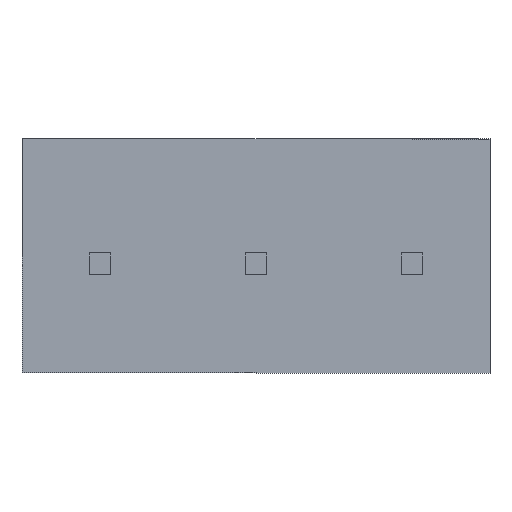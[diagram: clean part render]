
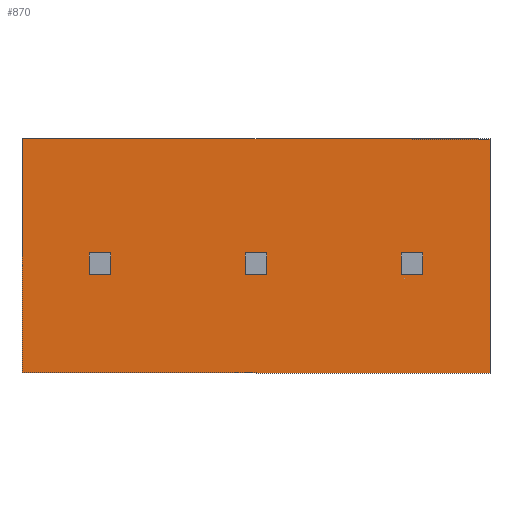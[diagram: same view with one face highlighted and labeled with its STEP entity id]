
A CAD part, front view. The second image highlights one B-rep face of the part: STEP entity #870.
In plain terms, the highlighted planar face has unit normal (0, -1, 0).
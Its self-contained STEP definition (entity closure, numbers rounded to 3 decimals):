
#20 = EDGE_LOOP ( 'NONE', ( #1304, #1578, #2825, #365 ) ) ;
#36 = VECTOR ( 'NONE', #1622, 1000. ) ;
#41 = EDGE_CURVE ( 'NONE', #2950, #2318, #1945, .T. ) ;
#43 = VECTOR ( 'NONE', #1467, 1000. ) ;
#61 = LINE ( 'NONE', #814, #2759 ) ;
#68 = VECTOR ( 'NONE', #1717, 1000. ) ;
#72 = EDGE_CURVE ( 'NONE', #2769, #2349, #772, .T. ) ;
#73 = VECTOR ( 'NONE', #1925, 1000. ) ;
#92 = DIRECTION ( 'NONE',  ( 1., 0., 0. ) ) ;
#146 = CARTESIAN_POINT ( 'NONE',  ( 0.35, 0., 0.1 ) ) ;
#233 = CARTESIAN_POINT ( 'NONE',  ( -4.65, 0., -0.6 ) ) ;
#238 = DIRECTION ( 'NONE',  ( -1., 0., 0. ) ) ;
#270 = CARTESIAN_POINT ( 'NONE',  ( 5.35, 0., 0.1 ) ) ;
#338 = ORIENTED_EDGE ( 'NONE', *, *, #72, .F. ) ;
#349 = ORIENTED_EDGE ( 'NONE', *, *, #1265, .F. ) ;
#365 = ORIENTED_EDGE ( 'NONE', *, *, #822, .F. ) ;
#409 = DIRECTION ( 'NONE',  ( 0., 0., 1. ) ) ;
#426 = CARTESIAN_POINT ( 'NONE',  ( 0.35, 0., -0.6 ) ) ;
#428 = VERTEX_POINT ( 'NONE', #2639 ) ;
#459 = CARTESIAN_POINT ( 'NONE',  ( 0., 0., 0. ) ) ;
#509 = VECTOR ( 'NONE', #1760, 1000. ) ;
#532 = VERTEX_POINT ( 'NONE', #1410 ) ;
#543 = CARTESIAN_POINT ( 'NONE',  ( -7.5, 0., 3.75 ) ) ;
#604 = ORIENTED_EDGE ( 'NONE', *, *, #1658, .F. ) ;
#612 = LINE ( 'NONE', #2978, #1883 ) ;
#667 = ORIENTED_EDGE ( 'NONE', *, *, #1537, .F. ) ;
#686 = CARTESIAN_POINT ( 'NONE',  ( 4.65, 0., 0.1 ) ) ;
#702 = EDGE_CURVE ( 'NONE', #2995, #428, #1208, .T. ) ;
#728 = VERTEX_POINT ( 'NONE', #1708 ) ;
#772 = LINE ( 'NONE', #1663, #68 ) ;
#774 = FACE_OUTER_BOUND ( 'NONE', #20, .T. ) ;
#797 = CARTESIAN_POINT ( 'NONE',  ( -5.35, 0., -0.6 ) ) ;
#799 = VERTEX_POINT ( 'NONE', #1720 ) ;
#814 = CARTESIAN_POINT ( 'NONE',  ( 7.5, 0., 3.75 ) ) ;
#822 = EDGE_CURVE ( 'NONE', #1877, #882, #61, .T. ) ;
#851 = DIRECTION ( 'NONE',  ( -1., 0., 0. ) ) ;
#870 = ADVANCED_FACE ( 'NONE', ( #1044, #774, #1986, #2683 ), #1624, .F. ) ;
#875 = DIRECTION ( 'NONE',  ( -1., 0., 0. ) ) ;
#882 = VERTEX_POINT ( 'NONE', #2726 ) ;
#937 = LINE ( 'NONE', #2847, #73 ) ;
#940 = CARTESIAN_POINT ( 'NONE',  ( -7.5, 0., 3.75 ) ) ;
#972 = DIRECTION ( 'NONE',  ( 0., 0., -1. ) ) ;
#1044 = FACE_BOUND ( 'NONE', #1246, .T. ) ;
#1071 = DIRECTION ( 'NONE',  ( 0., 0., 1. ) ) ;
#1095 = VERTEX_POINT ( 'NONE', #3050 ) ;
#1101 = EDGE_CURVE ( 'NONE', #1341, #728, #1895, .T. ) ;
#1113 = ORIENTED_EDGE ( 'NONE', *, *, #1101, .F. ) ;
#1158 = CARTESIAN_POINT ( 'NONE',  ( 7.5, 0., -3.75 ) ) ;
#1185 = VECTOR ( 'NONE', #1196, 1000. ) ;
#1196 = DIRECTION ( 'NONE',  ( 1., 0., 0. ) ) ;
#1208 = LINE ( 'NONE', #1920, #43 ) ;
#1246 = EDGE_LOOP ( 'NONE', ( #338, #604, #3028, #1898 ) ) ;
#1249 = CARTESIAN_POINT ( 'NONE',  ( 5.35, 0., -0.6 ) ) ;
#1265 = EDGE_CURVE ( 'NONE', #532, #2995, #2071, .T. ) ;
#1269 = EDGE_CURVE ( 'NONE', #882, #1095, #1405, .T. ) ;
#1282 = LINE ( 'NONE', #543, #2840 ) ;
#1301 = CARTESIAN_POINT ( 'NONE',  ( -4.65, 0., 0.1 ) ) ;
#1304 = ORIENTED_EDGE ( 'NONE', *, *, #1608, .F. ) ;
#1341 = VERTEX_POINT ( 'NONE', #1375 ) ;
#1344 = EDGE_CURVE ( 'NONE', #1557, #799, #1863, .T. ) ;
#1375 = CARTESIAN_POINT ( 'NONE',  ( 4.65, 0., -0.6 ) ) ;
#1405 = LINE ( 'NONE', #1889, #1969 ) ;
#1406 = ORIENTED_EDGE ( 'NONE', *, *, #702, .F. ) ;
#1410 = CARTESIAN_POINT ( 'NONE',  ( 0.35, 0., -0.6 ) ) ;
#1428 = VECTOR ( 'NONE', #875, 1000. ) ;
#1447 = VECTOR ( 'NONE', #238, 1000. ) ;
#1466 = EDGE_CURVE ( 'NONE', #2349, #2950, #612, .T. ) ;
#1467 = DIRECTION ( 'NONE',  ( -1., 0., 0. ) ) ;
#1480 = AXIS2_PLACEMENT_3D ( 'NONE', #459, #2740, #409 ) ;
#1532 = EDGE_LOOP ( 'NONE', ( #1811, #1113, #3004, #1721 ) ) ;
#1537 = EDGE_CURVE ( 'NONE', #428, #1821, #937, .T. ) ;
#1557 = VERTEX_POINT ( 'NONE', #270 ) ;
#1568 = DIRECTION ( 'NONE',  ( 1., 0., 0. ) ) ;
#1578 = ORIENTED_EDGE ( 'NONE', *, *, #2179, .F. ) ;
#1608 = EDGE_CURVE ( 'NONE', #1865, #1877, #1282, .T. ) ;
#1622 = DIRECTION ( 'NONE',  ( 0., 0., 1. ) ) ;
#1624 = PLANE ( 'NONE',  #1480 ) ;
#1658 = EDGE_CURVE ( 'NONE', #2318, #2769, #2894, .T. ) ;
#1663 = CARTESIAN_POINT ( 'NONE',  ( -4.65, 0., -0.6 ) ) ;
#1706 = CARTESIAN_POINT ( 'NONE',  ( -5.35, 0., -0.6 ) ) ;
#1708 = CARTESIAN_POINT ( 'NONE',  ( 5.35, 0., -0.6 ) ) ;
#1717 = DIRECTION ( 'NONE',  ( 0., 0., 1. ) ) ;
#1720 = CARTESIAN_POINT ( 'NONE',  ( 4.65, 0., 0.1 ) ) ;
#1721 = ORIENTED_EDGE ( 'NONE', *, *, #1344, .F. ) ;
#1750 = CARTESIAN_POINT ( 'NONE',  ( -5.35, 0., 0.1 ) ) ;
#1760 = DIRECTION ( 'NONE',  ( 0., 0., 1. ) ) ;
#1785 = VECTOR ( 'NONE', #2236, 1000. ) ;
#1796 = LINE ( 'NONE', #2990, #2577 ) ;
#1811 = ORIENTED_EDGE ( 'NONE', *, *, #2937, .F. ) ;
#1821 = VERTEX_POINT ( 'NONE', #2768 ) ;
#1863 = LINE ( 'NONE', #686, #1428 ) ;
#1865 = VERTEX_POINT ( 'NONE', #2591 ) ;
#1877 = VERTEX_POINT ( 'NONE', #940 ) ;
#1883 = VECTOR ( 'NONE', #851, 1000. ) ;
#1889 = CARTESIAN_POINT ( 'NONE',  ( 7.5, 0., 3.75 ) ) ;
#1895 = LINE ( 'NONE', #2820, #1185 ) ;
#1898 = ORIENTED_EDGE ( 'NONE', *, *, #1466, .F. ) ;
#1917 = VECTOR ( 'NONE', #972, 1000. ) ;
#1920 = CARTESIAN_POINT ( 'NONE',  ( -0.35, 0., 0.1 ) ) ;
#1925 = DIRECTION ( 'NONE',  ( 0., 0., -1. ) ) ;
#1945 = LINE ( 'NONE', #1706, #1917 ) ;
#1949 = LINE ( 'NONE', #2193, #1785 ) ;
#1951 = CARTESIAN_POINT ( 'NONE',  ( -5.35, 0., -0.6 ) ) ;
#1964 = VECTOR ( 'NONE', #1568, 1000. ) ;
#1969 = VECTOR ( 'NONE', #3045, 1000. ) ;
#1986 = FACE_BOUND ( 'NONE', #2467, .T. ) ;
#2063 = ORIENTED_EDGE ( 'NONE', *, *, #3011, .F. ) ;
#2071 = LINE ( 'NONE', #426, #36 ) ;
#2179 = EDGE_CURVE ( 'NONE', #1095, #1865, #3038, .T. ) ;
#2193 = CARTESIAN_POINT ( 'NONE',  ( 4.65, 0., -0.6 ) ) ;
#2205 = LINE ( 'NONE', #1249, #509 ) ;
#2236 = DIRECTION ( 'NONE',  ( 0., 0., -1. ) ) ;
#2318 = VERTEX_POINT ( 'NONE', #1951 ) ;
#2349 = VERTEX_POINT ( 'NONE', #1301 ) ;
#2467 = EDGE_LOOP ( 'NONE', ( #349, #2063, #667, #1406 ) ) ;
#2514 = DIRECTION ( 'NONE',  ( 1., 0., 0. ) ) ;
#2577 = VECTOR ( 'NONE', #2514, 1000. ) ;
#2591 = CARTESIAN_POINT ( 'NONE',  ( -7.5, 0., -3.75 ) ) ;
#2639 = CARTESIAN_POINT ( 'NONE',  ( -0.35, 0., 0.1 ) ) ;
#2683 = FACE_BOUND ( 'NONE', #1532, .T. ) ;
#2726 = CARTESIAN_POINT ( 'NONE',  ( 7.5, 0., 3.75 ) ) ;
#2740 = DIRECTION ( 'NONE',  ( 0., 1., 0. ) ) ;
#2759 = VECTOR ( 'NONE', #92, 1000. ) ;
#2768 = CARTESIAN_POINT ( 'NONE',  ( -0.35, 0., -0.6 ) ) ;
#2769 = VERTEX_POINT ( 'NONE', #233 ) ;
#2820 = CARTESIAN_POINT ( 'NONE',  ( 4.65, 0., -0.6 ) ) ;
#2825 = ORIENTED_EDGE ( 'NONE', *, *, #1269, .F. ) ;
#2840 = VECTOR ( 'NONE', #1071, 1000. ) ;
#2847 = CARTESIAN_POINT ( 'NONE',  ( -0.35, 0., -0.6 ) ) ;
#2894 = LINE ( 'NONE', #797, #1964 ) ;
#2901 = EDGE_CURVE ( 'NONE', #799, #1341, #1949, .T. ) ;
#2937 = EDGE_CURVE ( 'NONE', #728, #1557, #2205, .T. ) ;
#2950 = VERTEX_POINT ( 'NONE', #1750 ) ;
#2978 = CARTESIAN_POINT ( 'NONE',  ( -5.35, 0., 0.1 ) ) ;
#2990 = CARTESIAN_POINT ( 'NONE',  ( -0.35, 0., -0.6 ) ) ;
#2995 = VERTEX_POINT ( 'NONE', #146 ) ;
#3004 = ORIENTED_EDGE ( 'NONE', *, *, #2901, .F. ) ;
#3011 = EDGE_CURVE ( 'NONE', #1821, #532, #1796, .T. ) ;
#3028 = ORIENTED_EDGE ( 'NONE', *, *, #41, .F. ) ;
#3038 = LINE ( 'NONE', #1158, #1447 ) ;
#3045 = DIRECTION ( 'NONE',  ( 0., 0., -1. ) ) ;
#3050 = CARTESIAN_POINT ( 'NONE',  ( 7.5, 0., -3.75 ) ) ;
